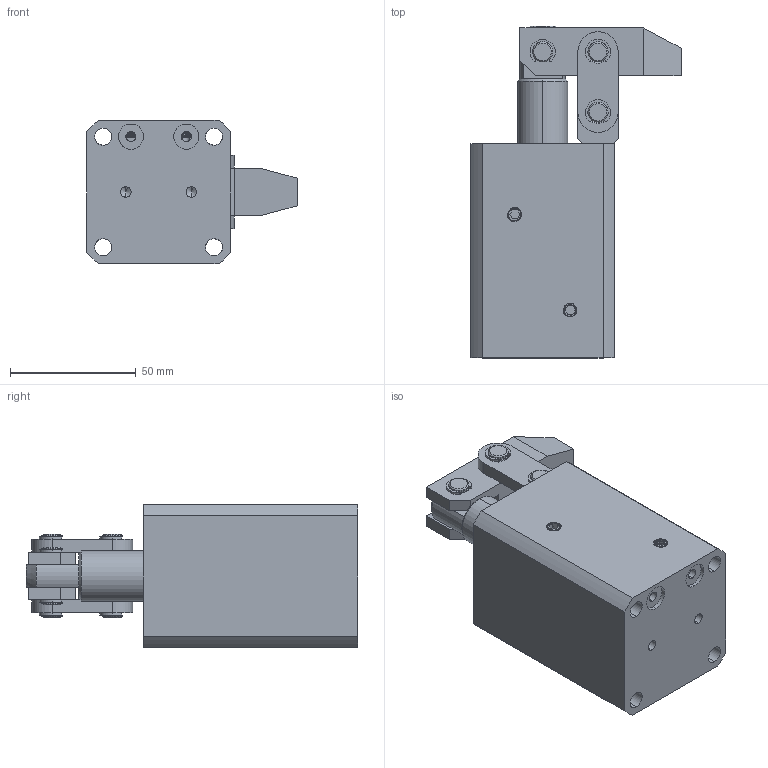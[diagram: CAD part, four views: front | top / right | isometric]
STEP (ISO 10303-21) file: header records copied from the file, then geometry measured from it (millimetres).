
FILE_DESCRIPTION (( 'STEP AP214' ), '1' );
FILE_NAME ('CHLC-M32.STEP', '2019-11-25T06:23:33', ( 'Windows' ), ( 'Microsoft' ), 'SwSTEP 2.0', 'SolidWorks 2015', '' );
FILE_SCHEMA (( 'AUTOMOTIVE_DESIGN' ));
Length unit declared in the file: millimetre
Products named in the file (9): 揤旋; M6LS; LHC01D-32-01; CHLC-32-04; CHLC-32-02; CHLC-32-03; CHLC-32-08; CHLC-M32-01; CHLC-M32
Assembly tree (16 placements, depth 2):
  CHLC-M32
    CHLC-M32-01
    CHLC-32-08
    CHLC-32-03  x2
    CHLC-32-02
    CHLC-32-04  x2
    LHC01D-32-01  x6
    M6LS  x2
    揤旋
Bounding box: 83.5 x 131.8 x 57 mm (x, y, z)
Volume: 278432.8 mm3; surface area: 63055.7 mm2
Topology: 16 solids, 16 shells, 496 faces, 1283 edges, 839 vertices
Faces by surface type: cylinder 263, plane 153, cone 50, bspline 30
Entity records: 20265 total; most frequent: CARTESIAN_POINT 9816, ORIENTED_EDGE 1512, DIRECTION 1272, EDGE_CURVE 756, VERTEX_POINT 494, AXIS2_PLACEMENT_3D 487, EDGE_LOOP 346, UNCERTAINTY_MEASURE_WITH_UNIT 315
